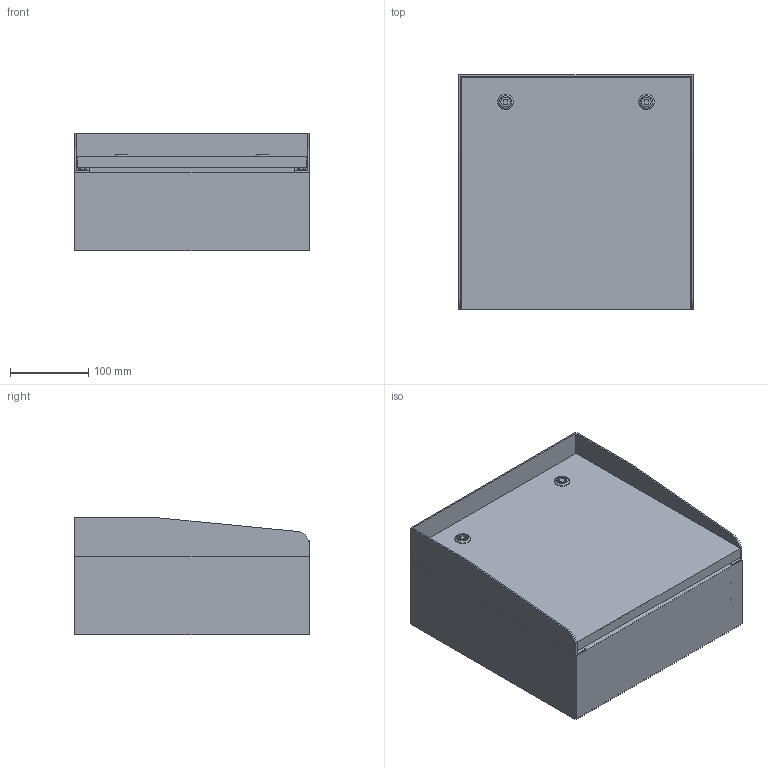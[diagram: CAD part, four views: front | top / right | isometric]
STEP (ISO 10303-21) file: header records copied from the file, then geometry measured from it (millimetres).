
FILE_DESCRIPTION (( 'STEP AP214' ), '1' );
FILE_NAME ('2441-3030-12-07.step', '2023-11-15T13:37:15', ( '' ), ( '' ), 'SwSTEP 2.0', 'SolidWorks 2019', '' );
FILE_SCHEMA (( 'AUTOMOTIVE_DESIGN' ));
Length unit declared in the file: millimetre
Products named in the file (4): Frontrahmen_3030; Tuer_3030; 2441-3030-12-07; Korpus_3030-12
Assembly tree (3 placements, depth 2):
  2441-3030-12-07
    Korpus_3030-12
    Tuer_3030
    Frontrahmen_3030
Bounding box: 300 x 300 x 150 mm (x, y, z)
Volume: 668337.4 mm3; surface area: 838934.3 mm2
Topology: 10 solids, 10 shells, 477 faces, 1154 edges, 764 vertices
Faces by surface type: plane 319, cylinder 154, cone 4
Entity records: 17609 total; most frequent: DIRECTION 2436, CARTESIAN_POINT 2401, ORIENTED_EDGE 2308, EDGE_CURVE 1154, LINE 838, VECTOR 838, AXIS2_PLACEMENT_3D 799, VERTEX_POINT 764
